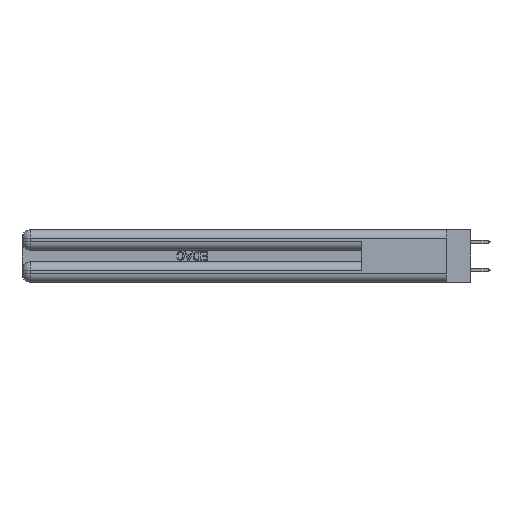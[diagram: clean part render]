
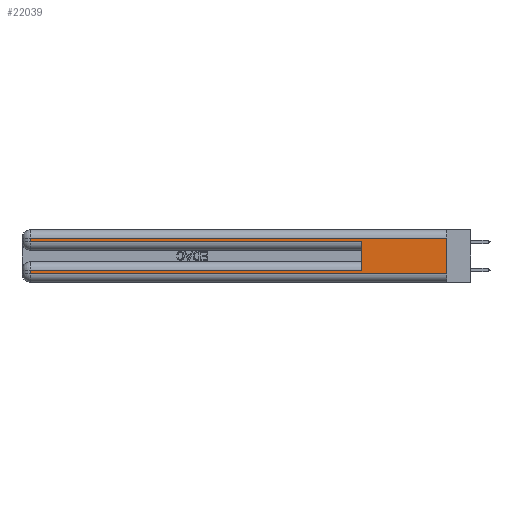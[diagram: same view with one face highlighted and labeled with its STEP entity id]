
A CAD part, left-side view. The second image highlights one B-rep face of the part: STEP entity #22039.
In plain terms, the highlighted planar face has unit normal (-1, 0, 0).
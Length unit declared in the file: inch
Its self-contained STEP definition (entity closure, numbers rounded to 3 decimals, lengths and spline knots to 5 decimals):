
#148 = DIRECTION ( 'NONE',  ( 0., 0., 1. ) ) ;
#505 = ORIENTED_EDGE ( 'NONE', *, *, #17163, .T. ) ;
#3311 = VERTEX_POINT ( 'NONE', #16560 ) ;
#3423 = VECTOR ( 'NONE', #33016, 39.37008 ) ;
#3462 = CARTESIAN_POINT ( 'NONE',  ( 0., 0., 0.06 ) ) ;
#4274 = LINE ( 'NONE', #20415, #27275 ) ;
#4370 = LINE ( 'NONE', #32881, #3423 ) ;
#5967 = VERTEX_POINT ( 'NONE', #32808 ) ;
#6578 = DIRECTION ( 'NONE',  ( 0., 1., 0. ) ) ;
#7100 = ORIENTED_EDGE ( 'NONE', *, *, #10512, .T. ) ;
#7435 = VECTOR ( 'NONE', #13038, 39.37008 ) ;
#10512 = EDGE_CURVE ( 'NONE', #14638, #14935, #4274, .T. ) ;
#10564 = CARTESIAN_POINT ( 'NONE',  ( 0., 2.94, 0.06 ) ) ;
#11264 = DIRECTION ( 'NONE',  ( 0., 0., -1. ) ) ;
#11450 = DIRECTION ( 'NONE',  ( 0., 0., -1. ) ) ;
#11602 = VERTEX_POINT ( 'NONE', #34341 ) ;
#12653 = CARTESIAN_POINT ( 'NONE',  ( 0., 0.6, 0.285 ) ) ;
#13038 = DIRECTION ( 'NONE',  ( 0., 0., -1. ) ) ;
#13553 = CARTESIAN_POINT ( 'NONE',  ( 0., 0., 0.31 ) ) ;
#14499 = VERTEX_POINT ( 'NONE', #36603 ) ;
#14638 = VERTEX_POINT ( 'NONE', #10564 ) ;
#14929 = EDGE_CURVE ( 'NONE', #3311, #14499, #4370, .T. ) ;
#14935 = VERTEX_POINT ( 'NONE', #3462 ) ;
#14977 = VERTEX_POINT ( 'NONE', #12653 ) ;
#15435 = LINE ( 'NONE', #22016, #7435 ) ;
#15501 = EDGE_CURVE ( 'NONE', #11602, #14638, #35612, .T. ) ;
#15601 = ORIENTED_EDGE ( 'NONE', *, *, #28994, .T. ) ;
#15857 = VECTOR ( 'NONE', #16951, 39.37008 ) ;
#16560 = CARTESIAN_POINT ( 'NONE',  ( 0., 2.94, 0.31 ) ) ;
#16951 = DIRECTION ( 'NONE',  ( 0., -1., 0. ) ) ;
#17073 = ORIENTED_EDGE ( 'NONE', *, *, #19029, .T. ) ;
#17163 = EDGE_CURVE ( 'NONE', #27998, #3311, #22353, .T. ) ;
#19029 = EDGE_CURVE ( 'NONE', #5967, #11602, #37624, .T. ) ;
#19653 = VECTOR ( 'NONE', #11450, 39.37008 ) ;
#20415 = CARTESIAN_POINT ( 'NONE',  ( 0., 0., 0.06 ) ) ;
#21301 = CARTESIAN_POINT ( 'NONE',  ( 0., 0., 0.085 ) ) ;
#21813 = ORIENTED_EDGE ( 'NONE', *, *, #27972, .F. ) ;
#22016 = CARTESIAN_POINT ( 'NONE',  ( 0., 0., 0.37 ) ) ;
#22039 = ADVANCED_FACE ( 'NONE', ( #36044 ), #22990, .F. ) ;
#22311 = EDGE_CURVE ( 'NONE', #5967, #14977, #28921, .T. ) ;
#22353 = LINE ( 'NONE', #30833, #23734 ) ;
#22990 = PLANE ( 'NONE',  #33832 ) ;
#23413 = LINE ( 'NONE', #31485, #15857 ) ;
#23734 = VECTOR ( 'NONE', #27922, 39.37008 ) ;
#24609 = ORIENTED_EDGE ( 'NONE', *, *, #22311, .F. ) ;
#25402 = VECTOR ( 'NONE', #6578, 39.37008 ) ;
#27275 = VECTOR ( 'NONE', #38748, 39.37008 ) ;
#27922 = DIRECTION ( 'NONE',  ( 0., 1., 0. ) ) ;
#27972 = EDGE_CURVE ( 'NONE', #27998, #14935, #15435, .T. ) ;
#27998 = VERTEX_POINT ( 'NONE', #13553 ) ;
#28921 = LINE ( 'NONE', #33317, #29878 ) ;
#28994 = EDGE_CURVE ( 'NONE', #14499, #14977, #23413, .T. ) ;
#29253 = CARTESIAN_POINT ( 'NONE',  ( 0., 0., 0.37 ) ) ;
#29878 = VECTOR ( 'NONE', #148, 39.37008 ) ;
#29928 = CARTESIAN_POINT ( 'NONE',  ( 0., 2.94, 0.37 ) ) ;
#30833 = CARTESIAN_POINT ( 'NONE',  ( 0., 0., 0.31 ) ) ;
#31485 = CARTESIAN_POINT ( 'NONE',  ( 0., 0., 0.285 ) ) ;
#31503 = ORIENTED_EDGE ( 'NONE', *, *, #15501, .T. ) ;
#31652 = ORIENTED_EDGE ( 'NONE', *, *, #14929, .T. ) ;
#31992 = EDGE_LOOP ( 'NONE', ( #21813, #505, #31652, #15601, #24609, #17073, #31503, #7100 ) ) ;
#32808 = CARTESIAN_POINT ( 'NONE',  ( 0., 0.6, 0.085 ) ) ;
#32881 = CARTESIAN_POINT ( 'NONE',  ( 0., 2.94, 0.37 ) ) ;
#33016 = DIRECTION ( 'NONE',  ( 0., 0., -1. ) ) ;
#33317 = CARTESIAN_POINT ( 'NONE',  ( 0., 0.6, 0.145 ) ) ;
#33832 = AXIS2_PLACEMENT_3D ( 'NONE', #29253, #38556, #11264 ) ;
#34341 = CARTESIAN_POINT ( 'NONE',  ( 0., 2.94, 0.085 ) ) ;
#35612 = LINE ( 'NONE', #29928, #19653 ) ;
#36044 = FACE_OUTER_BOUND ( 'NONE', #31992, .T. ) ;
#36603 = CARTESIAN_POINT ( 'NONE',  ( 0., 2.94, 0.285 ) ) ;
#37624 = LINE ( 'NONE', #21301, #25402 ) ;
#38556 = DIRECTION ( 'NONE',  ( 1., 0., 0. ) ) ;
#38748 = DIRECTION ( 'NONE',  ( 0., -1., 0. ) ) ;
